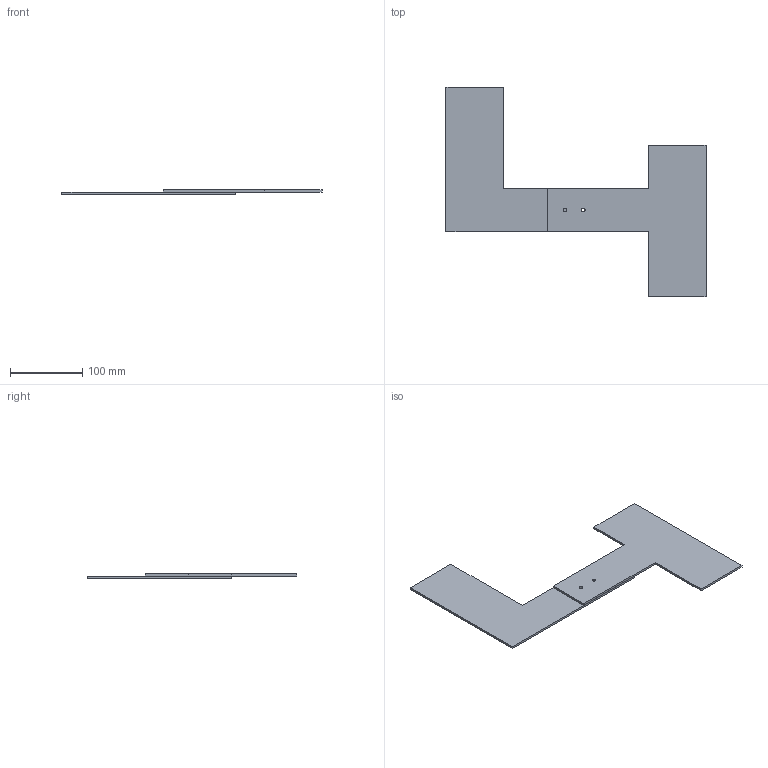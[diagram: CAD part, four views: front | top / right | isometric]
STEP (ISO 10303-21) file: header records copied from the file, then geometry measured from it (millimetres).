
FILE_DESCRIPTION (( 'STEP AP203' ), '1' );
FILE_NAME ('ARB_mod.STEP', '2025-10-14T06:00:41', ( '' ), ( '' ), 'SwSTEP 2.0', 'SolidWorks 2022', '' );
FILE_SCHEMA (( 'CONFIG_CONTROL_DESIGN' ));
Length unit declared in the file: millimetre
Products named in the file (3): ARB_mod; B; A
Assembly tree (2 placements, depth 2):
  ARB_mod
    A
    B
Bounding box: 360 x 290 x 6 mm (x, y, z)
Volume: 152164.4 mm3; surface area: 106851.4 mm2
Topology: 2 solids, 2 shells, 26 faces, 66 edges, 44 vertices
Faces by surface type: plane 18, cylinder 8
Entity records: 1107 total; most frequent: DIRECTION 144, CARTESIAN_POINT 141, ORIENTED_EDGE 132, EDGE_CURVE 66, LINE 50, VECTOR 50, AXIS2_PLACEMENT_3D 47, VERTEX_POINT 44
